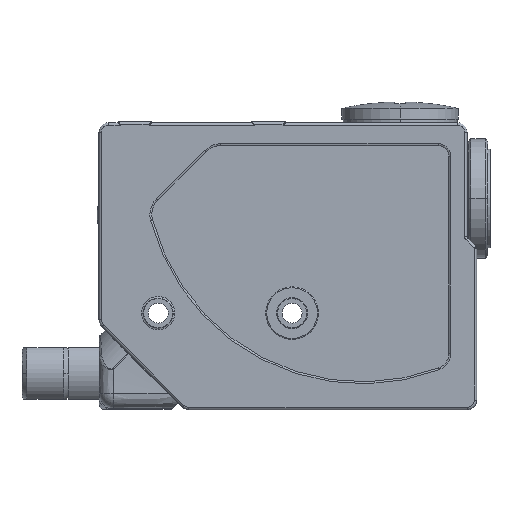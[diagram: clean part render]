
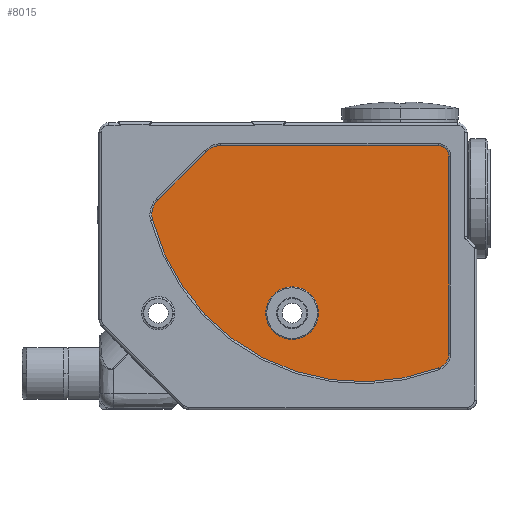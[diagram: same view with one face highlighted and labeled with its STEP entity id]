
A CAD part, top view. The second image highlights one B-rep face of the part: STEP entity #8015.
In plain terms, the highlighted planar face has unit normal (0, 0, 1).
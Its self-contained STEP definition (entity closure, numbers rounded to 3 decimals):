
#126 = VERTEX_POINT ( 'NONE', #7480 ) ;
#185 = LINE ( 'NONE', #6991, #4540 ) ;
#225 = AXIS2_PLACEMENT_3D ( 'NONE', #9867, #4763, #10753 ) ;
#266 = AXIS2_PLACEMENT_3D ( 'NONE', #7547, #2369, #8396 ) ;
#508 = CARTESIAN_POINT ( 'NONE',  ( 0.9, -9.8, 15.55 ) ) ;
#533 = VERTEX_POINT ( 'NONE', #6805 ) ;
#544 = EDGE_CURVE ( 'NONE', #3280, #2262, #5269, .T. ) ;
#610 = LINE ( 'NONE', #8408, #2913 ) ;
#614 = ORIENTED_EDGE ( 'NONE', *, *, #8835, .T. ) ;
#704 = CARTESIAN_POINT ( 'NONE',  ( -24.176, 10.802, 15.55 ) ) ;
#735 = ORIENTED_EDGE ( 'NONE', *, *, #544, .T. ) ;
#783 = VERTEX_POINT ( 'NONE', #7513 ) ;
#1163 = VERTEX_POINT ( 'NONE', #10733 ) ;
#1179 = EDGE_LOOP ( 'NONE', ( #7270, #735, #6336, #9309, #614, #8605, #6995, #4432 ) ) ;
#1382 = DIRECTION ( 'NONE',  ( 1., 0., 0. ) ) ;
#1695 = EDGE_CURVE ( 'NONE', #3448, #3280, #4999, .T. ) ;
#1952 = ORIENTED_EDGE ( 'NONE', *, *, #4630, .F. ) ;
#2152 = CIRCLE ( 'NONE', #8178, 5.5 ) ;
#2237 = CIRCLE ( 'NONE', #266, 2.267 ) ;
#2262 = VERTEX_POINT ( 'NONE', #5645 ) ;
#2369 = DIRECTION ( 'NONE',  ( 0., 0., 1. ) ) ;
#2444 = CIRCLE ( 'NONE', #11080, 5.5 ) ;
#2458 = VERTEX_POINT ( 'NONE', #10140 ) ;
#2466 = CARTESIAN_POINT ( 'NONE',  ( -4.6, -9.8, 15.55 ) ) ;
#2611 = CARTESIAN_POINT ( 'NONE',  ( 30.451, -18.197, 15.55 ) ) ;
#2742 = DIRECTION ( 'NONE',  ( 0., 0., 1. ) ) ;
#2913 = VECTOR ( 'NONE', #5829, 1000. ) ;
#3280 = VERTEX_POINT ( 'NONE', #6288 ) ;
#3304 = DIRECTION ( 'NONE',  ( 1., 0., 0. ) ) ;
#3380 = CARTESIAN_POINT ( 'NONE',  ( 15.563, 21.141, 15.55 ) ) ;
#3432 = EDGE_CURVE ( 'NONE', #5763, #9510, #2444, .T. ) ;
#3448 = VERTEX_POINT ( 'NONE', #8233 ) ;
#3472 = CARTESIAN_POINT ( 'NONE',  ( 0.9, -9.8, 15.55 ) ) ;
#3481 = DIRECTION ( 'NONE',  ( 1., 0., 0. ) ) ;
#3742 = ORIENTED_EDGE ( 'NONE', *, *, #3432, .F. ) ;
#4255 = DIRECTION ( 'NONE',  ( 1., 0., 0. ) ) ;
#4357 = DIRECTION ( 'NONE',  ( 1., 0., 0. ) ) ;
#4432 = ORIENTED_EDGE ( 'NONE', *, *, #6539, .T. ) ;
#4540 = VECTOR ( 'NONE', #8706, 1000. ) ;
#4630 = EDGE_CURVE ( 'NONE', #9510, #5763, #2152, .T. ) ;
#4763 = DIRECTION ( 'NONE',  ( 0., 0., 1. ) ) ;
#4999 = CIRCLE ( 'NONE', #225, 4.267 ) ;
#5085 = FACE_BOUND ( 'NONE', #6360, .T. ) ;
#5214 = CIRCLE ( 'NONE', #8854, 4.267 ) ;
#5269 = CIRCLE ( 'NONE', #7829, 45.328 ) ;
#5549 = AXIS2_PLACEMENT_3D ( 'NONE', #704, #8457, #3304 ) ;
#5645 = CARTESIAN_POINT ( 'NONE',  ( 31.608, -21.253, 15.55 ) ) ;
#5763 = VERTEX_POINT ( 'NONE', #2466 ) ;
#5829 = DIRECTION ( 'NONE',  ( -1., 0., 0. ) ) ;
#5860 = AXIS2_PLACEMENT_3D ( 'NONE', #2611, #8639, #3481 ) ;
#6288 = CARTESIAN_POINT ( 'NONE',  ( -28.306, 9.728, 15.55 ) ) ;
#6336 = ORIENTED_EDGE ( 'NONE', *, *, #11140, .T. ) ;
#6360 = EDGE_LOOP ( 'NONE', ( #1952, #3742 ) ) ;
#6539 = EDGE_CURVE ( 'NONE', #126, #3448, #10074, .T. ) ;
#6544 = DIRECTION ( 'NONE',  ( 0., 0., 1. ) ) ;
#6745 = PLANE ( 'NONE',  #5549 ) ;
#6805 = CARTESIAN_POINT ( 'NONE',  ( 31.451, 25.213, 15.55 ) ) ;
#6991 = CARTESIAN_POINT ( 'NONE',  ( 33.718, -18.197, 15.55 ) ) ;
#6995 = ORIENTED_EDGE ( 'NONE', *, *, #7700, .T. ) ;
#7100 = FACE_OUTER_BOUND ( 'NONE', #1179, .T. ) ;
#7270 = ORIENTED_EDGE ( 'NONE', *, *, #1695, .T. ) ;
#7480 = CARTESIAN_POINT ( 'NONE',  ( -17.049, 23.964, 15.55 ) ) ;
#7513 = CARTESIAN_POINT ( 'NONE',  ( 33.718, -18.197, 15.55 ) ) ;
#7547 = CARTESIAN_POINT ( 'NONE',  ( 31.451, 22.946, 15.55 ) ) ;
#7700 = EDGE_CURVE ( 'NONE', #1163, #126, #5214, .T. ) ;
#7829 = AXIS2_PLACEMENT_3D ( 'NONE', #3380, #9380, #4255 ) ;
#7898 = CARTESIAN_POINT ( 'NONE',  ( -14.032, 20.946, 15.55 ) ) ;
#7949 = DIRECTION ( 'NONE',  ( -0.707, -0.707, 0. ) ) ;
#8015 = ADVANCED_FACE ( 'NONE', ( #5085, #7100 ), #6745, .T. ) ;
#8063 = VECTOR ( 'NONE', #7949, 1000. ) ;
#8178 = AXIS2_PLACEMENT_3D ( 'NONE', #3472, #9475, #4357 ) ;
#8233 = CARTESIAN_POINT ( 'NONE',  ( -27.193, 13.82, 15.55 ) ) ;
#8258 = EDGE_CURVE ( 'NONE', #533, #1163, #610, .T. ) ;
#8396 = DIRECTION ( 'NONE',  ( 1., 0., 0. ) ) ;
#8408 = CARTESIAN_POINT ( 'NONE',  ( 31.451, 25.213, 15.55 ) ) ;
#8457 = DIRECTION ( 'NONE',  ( 0., 0., 1. ) ) ;
#8605 = ORIENTED_EDGE ( 'NONE', *, *, #8258, .T. ) ;
#8639 = DIRECTION ( 'NONE',  ( 0., 0., 1. ) ) ;
#8706 = DIRECTION ( 'NONE',  ( 0., 1., 0. ) ) ;
#8772 = DIRECTION ( 'NONE',  ( 1., 0., 0. ) ) ;
#8804 = CIRCLE ( 'NONE', #5860, 3.267 ) ;
#8835 = EDGE_CURVE ( 'NONE', #2458, #533, #2237, .T. ) ;
#8854 = AXIS2_PLACEMENT_3D ( 'NONE', #7898, #2742, #8772 ) ;
#8896 = CARTESIAN_POINT ( 'NONE',  ( 6.4, -9.8, 15.55 ) ) ;
#9309 = ORIENTED_EDGE ( 'NONE', *, *, #9407, .T. ) ;
#9380 = DIRECTION ( 'NONE',  ( 0., 0., 1. ) ) ;
#9407 = EDGE_CURVE ( 'NONE', #783, #2458, #185, .T. ) ;
#9475 = DIRECTION ( 'NONE',  ( 0., 0., 1. ) ) ;
#9510 = VERTEX_POINT ( 'NONE', #8896 ) ;
#9867 = CARTESIAN_POINT ( 'NONE',  ( -24.176, 10.802, 15.55 ) ) ;
#10074 = LINE ( 'NONE', #10572, #8063 ) ;
#10140 = CARTESIAN_POINT ( 'NONE',  ( 33.718, 22.946, 15.55 ) ) ;
#10572 = CARTESIAN_POINT ( 'NONE',  ( -17.049, 23.964, 15.55 ) ) ;
#10733 = CARTESIAN_POINT ( 'NONE',  ( -14.032, 25.213, 15.55 ) ) ;
#10753 = DIRECTION ( 'NONE',  ( 1., 0., 0. ) ) ;
#11080 = AXIS2_PLACEMENT_3D ( 'NONE', #508, #6544, #1382 ) ;
#11140 = EDGE_CURVE ( 'NONE', #2262, #783, #8804, .T. ) ;
